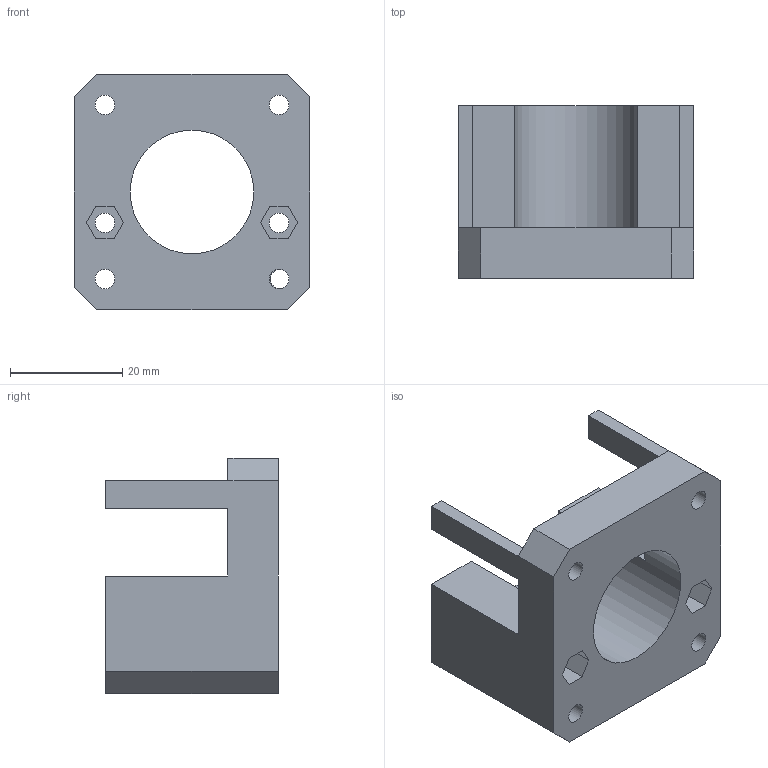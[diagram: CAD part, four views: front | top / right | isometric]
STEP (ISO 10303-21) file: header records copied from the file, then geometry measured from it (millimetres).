
FILE_DESCRIPTION(/* description */ (''),/* implementation_level */ '2;1');
FILE_NAME(/* name */ 'Base for NEMA17.stp',/* time_stamp */ '2025-08-16T10:36:20+03:00',/* author */ ('yshis'),/* organization */ (''),/* preprocessor_version */ 'ST-DEVELOPER v20',/* originating_system */ 'Autodesk Inventor 2025',/* authorisation */ '');
FILE_SCHEMA (('AUTOMOTIVE_DESIGN { 1 0 10303 214 3 1 1 }'));
Length unit declared in the file: millimetre
Products named in the file (1): Base for NEMA17
Bounding box: 42 x 30.8 x 42 mm (x, y, z)
Volume: 25160 mm3; surface area: 10202.3 mm2
Topology: 1 solids, 1 shells, 45 faces, 121 edges, 79 vertices
Faces by surface type: plane 37, cylinder 8
Full cylindrical faces by diameter (mm): 3.5 x6, 3.521 x1, 22 x1
Entity records: 1467 total; most frequent: CARTESIAN_POINT 246, ORIENTED_EDGE 242, DIRECTION 234, EDGE_CURVE 121, LINE 100, VECTOR 100, VERTEX_POINT 79, AXIS2_PLACEMENT_3D 67
